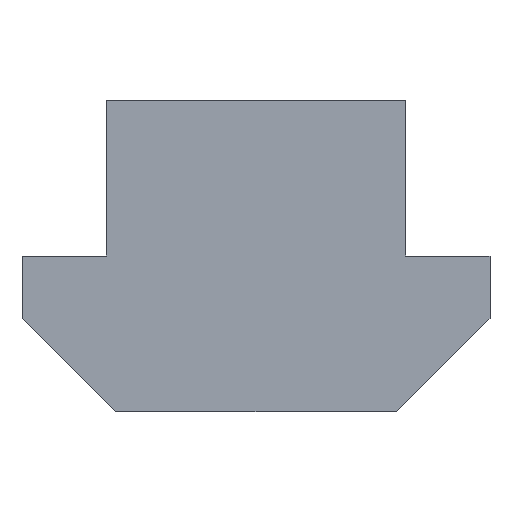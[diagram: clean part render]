
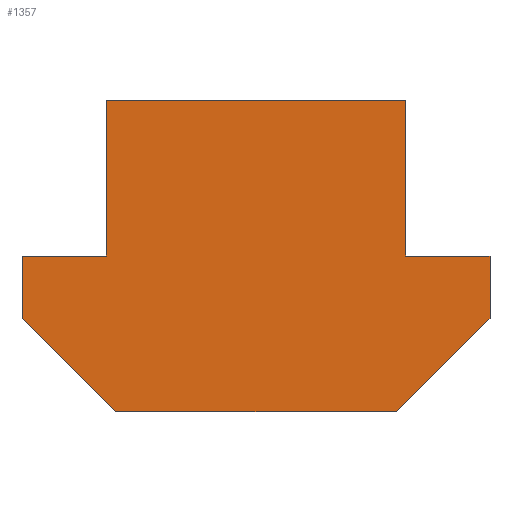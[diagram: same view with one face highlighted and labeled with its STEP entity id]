
A CAD part, front view. The second image highlights one B-rep face of the part: STEP entity #1357.
In plain terms, the highlighted planar face has unit normal (0, -1, 0).
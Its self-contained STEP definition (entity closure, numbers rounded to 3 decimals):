
#545=EDGE_CURVE('',#1035,#687,#1519,.T.);
#579=VERTEX_POINT('',#1557);
#607=VERTEX_POINT('',#1589);
#625=EDGE_CURVE('',#727,#607,#1609,.T.);
#641=VERTEX_POINT('',#1626);
#653=EDGE_CURVE('',#579,#727,#1639,.T.);
#687=VERTEX_POINT('',#1677);
#689=VERTEX_POINT('',#1679);
#697=EDGE_CURVE('',#607,#641,#1687,.T.);
#727=VERTEX_POINT('',#1720);
#747=EDGE_CURVE('',#1153,#773,#1743,.T.);
#773=VERTEX_POINT('',#1772);
#941=EDGE_CURVE('',#1161,#1035,#1958,.T.);
#1035=VERTEX_POINT('',#2060);
#1131=EDGE_CURVE('',#689,#1153,#2171,.T.);
#1153=VERTEX_POINT('',#2196);
#1161=VERTEX_POINT('',#2204);
#1223=EDGE_CURVE('',#687,#689,#2273,.T.);
#1319=EDGE_CURVE('',#773,#579,#2385,.T.);
#1339=EDGE_CURVE('',#641,#1161,#2408,.T.);
#1357=ADVANCED_FACE('',(#2429),#2430,.T.);
#1519=LINE('',#2603,#2604);
#1557=CARTESIAN_POINT('',(4.8,-15.0,5.0));
#1589=CARTESIAN_POINT('',(7.5,-15.0,0.0));
#1609=LINE('',#2716,#2717);
#1626=CARTESIAN_POINT('',(7.5,-15.0,-2.0));
#1639=LINE('',#2755,#2756);
#1677=CARTESIAN_POINT('',(-7.5,-15.0,-2.));
#1679=CARTESIAN_POINT('',(-7.5,-15.0,0.0));
#1687=LINE('',#2819,#2820);
#1720=CARTESIAN_POINT('',(4.8,-15.0,0.0));
#1743=LINE('',#2895,#2896);
#1772=CARTESIAN_POINT('',(-4.8,-15.0,5.0));
#1958=LINE('',#3172,#3173);
#2060=CARTESIAN_POINT('',(-4.5,-15.0,-5.));
#2171=LINE('',#3456,#3457);
#2196=CARTESIAN_POINT('',(-4.8,-15.0,0.0));
#2204=CARTESIAN_POINT('',(4.5,-15.0,-5.));
#2273=LINE('',#3593,#3594);
#2385=LINE('',#3733,#3734);
#2408=LINE('',#3761,#3762);
#2429=FACE_OUTER_BOUND('',#3789,.T.);
#2430=PLANE('',#3790);
#2603=CARTESIAN_POINT('',(-7.5,-15.0,-2.));
#2604=VECTOR('',#4012,1.0);
#2716=CARTESIAN_POINT('',(7.5,-15.0,0.0));
#2717=VECTOR('',#4131,1.0);
#2755=CARTESIAN_POINT('',(4.8,-15.0,0.0));
#2756=VECTOR('',#4173,1.0);
#2819=CARTESIAN_POINT('',(7.5,-15.0,-2.0));
#2820=VECTOR('',#4222,1.0);
#2895=CARTESIAN_POINT('',(-4.8,-15.0,5.0));
#2896=VECTOR('',#4294,1.0);
#3172=CARTESIAN_POINT('',(-4.5,-15.0,-5.));
#3173=VECTOR('',#4588,1.0);
#3456=CARTESIAN_POINT('',(-4.8,-15.0,0.0));
#3457=VECTOR('',#4876,1.0);
#3593=CARTESIAN_POINT('',(-7.5,-15.0,0.0));
#3594=VECTOR('',#5011,1.0);
#3733=CARTESIAN_POINT('',(4.8,-15.0,5.0));
#3734=VECTOR('',#5183,1.0);
#3761=CARTESIAN_POINT('',(4.5,-15.0,-5.));
#3762=VECTOR('',#5212,1.0);
#3789=EDGE_LOOP('',(#5246,#5247,#5248,#5249,#5250,#5251,#5252,#5253,#5254,#5255));
#3790=AXIS2_PLACEMENT_3D('',#5256,#5257,#5258);
#4012=DIRECTION('',(-0.707,0.,0.707));
#4131=DIRECTION('',(1.0,0.0,0.0));
#4173=DIRECTION('',(0.0,0.,-1.0));
#4222=DIRECTION('',(0.0,0.,-1.0));
#4294=DIRECTION('',(0.0,0.,1.0));
#4588=DIRECTION('',(-1.0,0.0,0.0));
#4876=DIRECTION('',(1.0,0.0,0.0));
#5011=DIRECTION('',(0.0,0.,1.0));
#5183=DIRECTION('',(1.0,0.0,0.0));
#5212=DIRECTION('',(-0.707,0.,-0.707));
#5246=ORIENTED_EDGE('',*,*,#1339,.F.);
#5247=ORIENTED_EDGE('',*,*,#697,.F.);
#5248=ORIENTED_EDGE('',*,*,#625,.F.);
#5249=ORIENTED_EDGE('',*,*,#653,.F.);
#5250=ORIENTED_EDGE('',*,*,#1319,.F.);
#5251=ORIENTED_EDGE('',*,*,#747,.F.);
#5252=ORIENTED_EDGE('',*,*,#1131,.F.);
#5253=ORIENTED_EDGE('',*,*,#1223,.F.);
#5254=ORIENTED_EDGE('',*,*,#545,.F.);
#5255=ORIENTED_EDGE('',*,*,#941,.F.);
#5256=CARTESIAN_POINT('',(0.,-15.0,-0.123));
#5257=DIRECTION('',(0.0,-1.0,0.));
#5258=DIRECTION('',(1.0,0.0,0.0));
